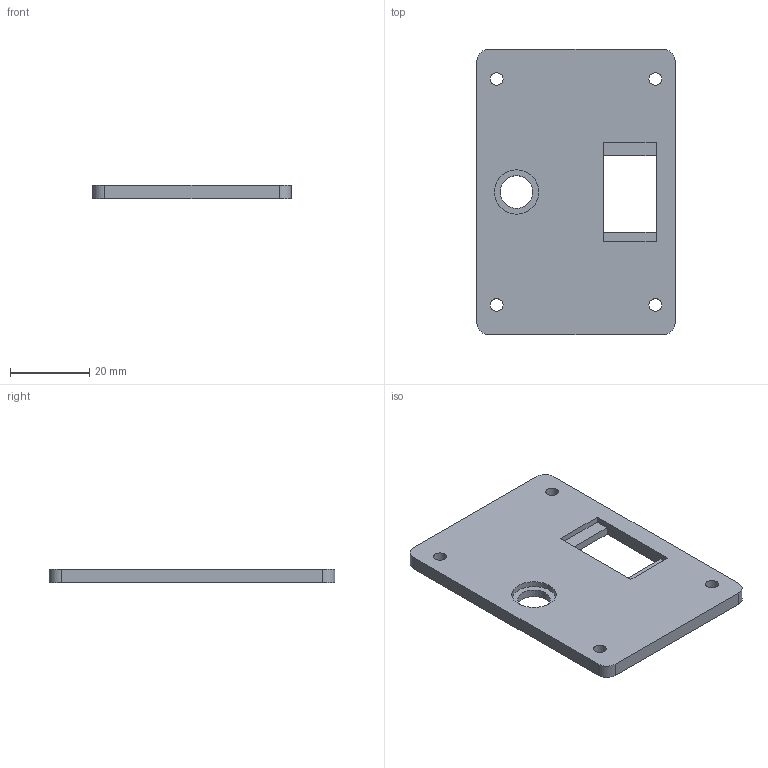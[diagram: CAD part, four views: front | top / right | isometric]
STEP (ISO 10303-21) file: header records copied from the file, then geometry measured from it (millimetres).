
FILE_DESCRIPTION(('FreeCAD Model'),'2;1');
FILE_NAME('PSU-plate-x1.step', '2019-07-13T16:59:31',('Author'),(''), 'Open CASCADE STEP processor 6.8','FreeCAD','Unknown');
FILE_SCHEMA(('AUTOMOTIVE_DESIGN_CC2 { 1 2 10303 214 -1 1 5 4 }'));
Length unit declared in the file: millimetre
Products named in the file (2): ASSEMBLY; PSU-plate
Assembly tree (1 placements, depth 2):
  ASSEMBLY
    PSU-plate
Bounding box: 50 x 72 x 3.5 mm (x, y, z)
Volume: 11201.1 mm3; surface area: 7833.5 mm2
Topology: 1 solids, 1 shells, 25 faces, 66 edges, 44 vertices
Faces by surface type: plane 15, cylinder 10
Full cylindrical faces by diameter (mm): 3.2 x4, 8.2 x1, 11.2 x1
Entity records: 1693 total; most frequent: CARTESIAN_POINT 313, DIRECTION 248, LINE 138, VECTOR 138, ORIENTED_EDGE 132, PCURVE 132, DEFINITIONAL_REPRESENTATION 132, EDGE_CURVE 66
